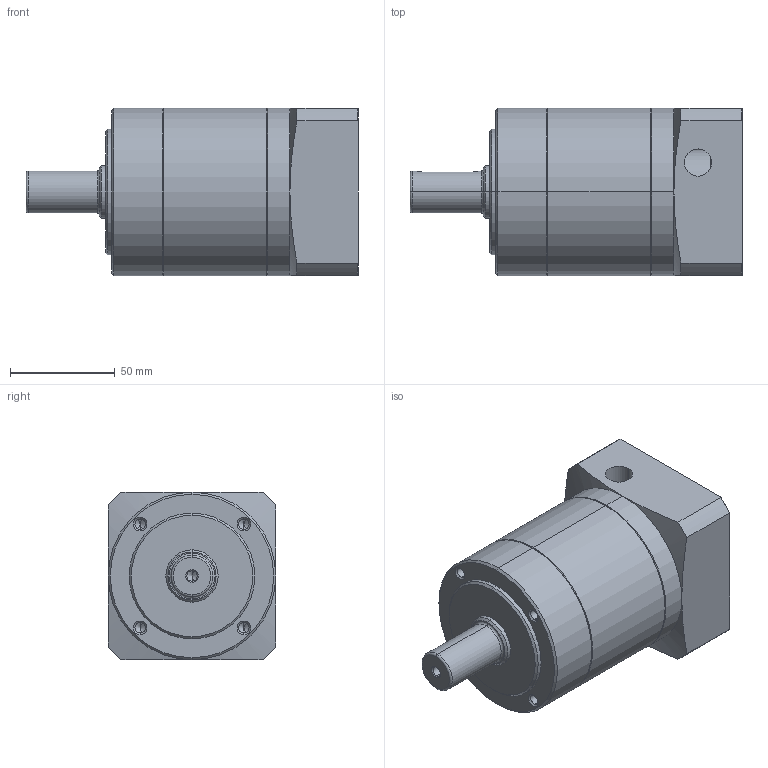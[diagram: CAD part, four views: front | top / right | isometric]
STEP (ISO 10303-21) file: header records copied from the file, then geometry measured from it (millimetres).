
FILE_DESCRIPTION (( 'STEP AP214' ), '1' );
FILE_NAME ('PRE-080N-L1-20-19-2.STEP', '2023-06-05T00:57:40', ( 'Sysceo.com' ), ( '' ), 'SwSTEP 2.0', 'SolidWorks 2023', '' );
FILE_SCHEMA (( 'AUTOMOTIVE_DESIGN' ));
Length unit declared in the file: millimetre
Products named in the file (1): PRE-080N-L1-20-19-2
Bounding box: 158.5 x 80 x 80 mm (x, y, z)
Volume: 563297.9 mm3; surface area: 59127.6 mm2
Topology: 1 solids, 1 shells, 143 faces, 332 edges, 189 vertices
Faces by surface type: cone 68, cylinder 48, plane 23, torus 4
Entity records: 4228 total; most frequent: CARTESIAN_POINT 994, DIRECTION 722, ORIENTED_EDGE 628, EDGE_CURVE 314, AXIS2_PLACEMENT_3D 294, VERTEX_POINT 189, EDGE_LOOP 163, CIRCLE 150
